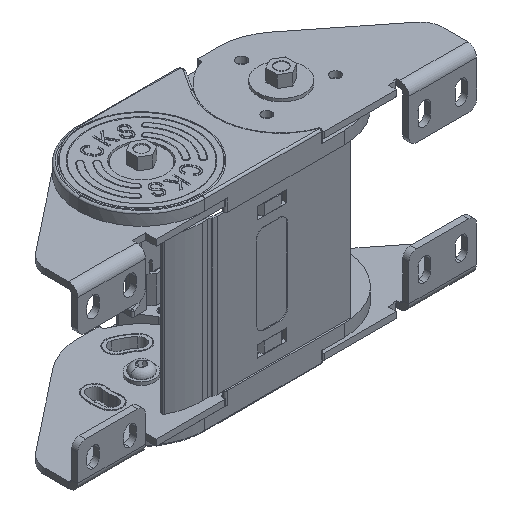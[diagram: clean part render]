
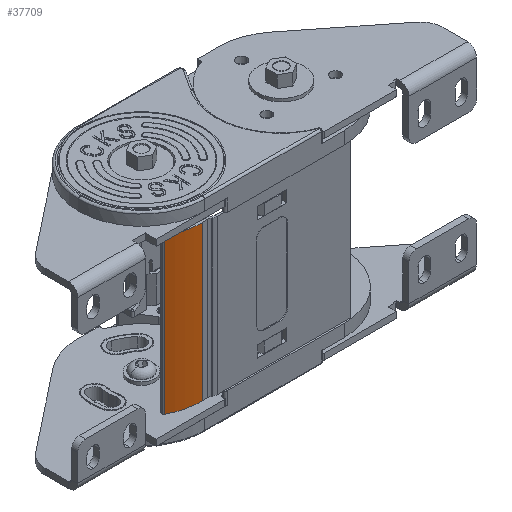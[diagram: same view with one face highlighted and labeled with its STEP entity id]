
A CAD part, isometric view. The second image highlights one B-rep face of the part: STEP entity #37709.
In plain terms, the highlighted cylindrical face has radius 38.515 mm (diameter 77.03 mm), a partial arc.
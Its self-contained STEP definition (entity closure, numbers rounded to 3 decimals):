
#221 = CARTESIAN_POINT ( 'NONE',  ( -62.307, -33.655, -75.055 ) ) ;
#616 = ORIENTED_EDGE ( 'NONE', *, *, #29204, .T. ) ;
#686 = VECTOR ( 'NONE', #17677, 1000. ) ;
#3707 = DIRECTION ( 'NONE',  ( 0., 0., 1. ) ) ;
#4326 = AXIS2_PLACEMENT_3D ( 'NONE', #49406, #3707, #7859 ) ;
#5366 = AXIS2_PLACEMENT_3D ( 'NONE', #17062, #20883, #47656 ) ;
#7859 = DIRECTION ( 'NONE',  ( 1., 0., 0. ) ) ;
#9036 = ORIENTED_EDGE ( 'NONE', *, *, #43637, .F. ) ;
#9306 = EDGE_LOOP ( 'NONE', ( #9663, #9036, #616, #10073 ) ) ;
#9663 = ORIENTED_EDGE ( 'NONE', *, *, #12998, .F. ) ;
#10073 = ORIENTED_EDGE ( 'NONE', *, *, #45417, .T. ) ;
#12624 = CIRCLE ( 'NONE', #5366, 38.515 ) ;
#12998 = EDGE_CURVE ( 'NONE', #47909, #48170, #39542, .T. ) ;
#15478 = CYLINDRICAL_SURFACE ( 'NONE', #4326, 38.515 ) ;
#17062 = CARTESIAN_POINT ( 'NONE',  ( -43.755, 0.097, -175.535 ) ) ;
#17277 = LINE ( 'NONE', #35995, #686 ) ;
#17677 = DIRECTION ( 'NONE',  ( 0., 0., 1. ) ) ;
#20883 = DIRECTION ( 'NONE',  ( 0., 0., -1. ) ) ;
#22015 = FACE_OUTER_BOUND ( 'NONE', #9306, .T. ) ;
#25145 = CARTESIAN_POINT ( 'NONE',  ( -62.307, -33.655, -175.535 ) ) ;
#25607 = CARTESIAN_POINT ( 'NONE',  ( -43.755, 0.097, -75.055 ) ) ;
#26706 = AXIS2_PLACEMENT_3D ( 'NONE', #25607, #48562, #48244 ) ;
#29204 = EDGE_CURVE ( 'NONE', #36904, #34456, #17277, .T. ) ;
#29933 = VECTOR ( 'NONE', #34904, 1000. ) ;
#31049 = CARTESIAN_POINT ( 'NONE',  ( -62.307, -33.655, -213.489 ) ) ;
#34456 = VERTEX_POINT ( 'NONE', #43714 ) ;
#34904 = DIRECTION ( 'NONE',  ( 0., 0., 1. ) ) ;
#35995 = CARTESIAN_POINT ( 'NONE',  ( -42.292, -38.39, -213.489 ) ) ;
#36904 = VERTEX_POINT ( 'NONE', #43417 ) ;
#37709 = ADVANCED_FACE ( 'NONE', ( #22015 ), #15478, .T. ) ;
#39542 = LINE ( 'NONE', #31049, #29933 ) ;
#43417 = CARTESIAN_POINT ( 'NONE',  ( -42.292, -38.39, -175.535 ) ) ;
#43637 = EDGE_CURVE ( 'NONE', #36904, #47909, #12624, .T. ) ;
#43714 = CARTESIAN_POINT ( 'NONE',  ( -42.292, -38.39, -75.055 ) ) ;
#45417 = EDGE_CURVE ( 'NONE', #34456, #48170, #46517, .T. ) ;
#46517 = CIRCLE ( 'NONE', #26706, 38.515 ) ;
#47656 = DIRECTION ( 'NONE',  ( -1., 0., 0. ) ) ;
#47909 = VERTEX_POINT ( 'NONE', #25145 ) ;
#48170 = VERTEX_POINT ( 'NONE', #221 ) ;
#48244 = DIRECTION ( 'NONE',  ( -1., 0., 0. ) ) ;
#48562 = DIRECTION ( 'NONE',  ( 0., 0., -1. ) ) ;
#49406 = CARTESIAN_POINT ( 'NONE',  ( -43.755, 0.097, -213.489 ) ) ;
